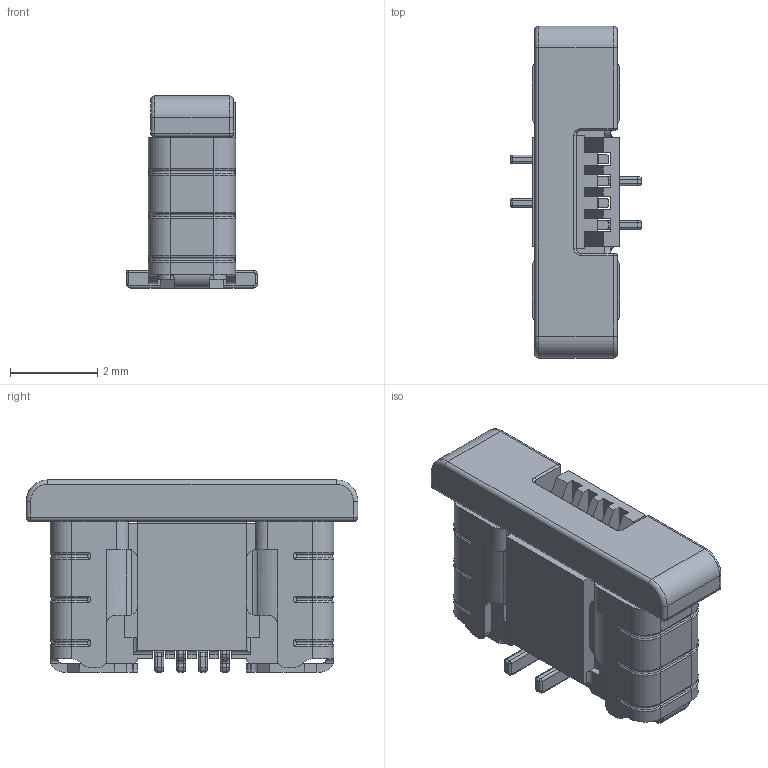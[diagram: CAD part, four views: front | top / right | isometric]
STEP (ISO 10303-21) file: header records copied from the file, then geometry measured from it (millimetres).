
FILE_DESCRIPTION((''),'2;1');
FILE_NAME('FPC-ALL_ASM','2016-05-19T',('Administrator'),(''),'PRO/ENGINEER BY PARAMETRIC TECHNOLOGY CORPORATION, 2010430','PRO/ENGINEER BY PARAMETRIC TECHNOLOGY CORPORATION, 2010430','');
FILE_SCHEMA(('CONFIG_CONTROL_DESIGN'));
Length unit declared in the file: millimetre
Products named in the file (5): FPC; FPC-1; FPC-2; FPC-3; FPC-ALL_ASM
Assembly tree (4 placements, depth 2):
  FPC-ALL_ASM
    FPC
    FPC-1
    FPC-2
    FPC-3
Bounding box: 3 x 7.6 x 4.4 mm (x, y, z)
Volume: 39.5 mm3; surface area: 273.9 mm2
Topology: 8 solids, 8 shells, 684 faces, 1747 edges, 1065 vertices
Faces by surface type: plane 292, cylinder 268, torus 84, bspline 28, sphere 8, cone 4
Entity records: 23544 total; most frequent: CARTESIAN_POINT 6829, DIRECTION 3534, ORIENTED_EDGE 3494, EDGE_CURVE 1747, AXIS2_PLACEMENT_3D 1239, VERTEX_POINT 1065, VECTOR 1056, LINE 1056
